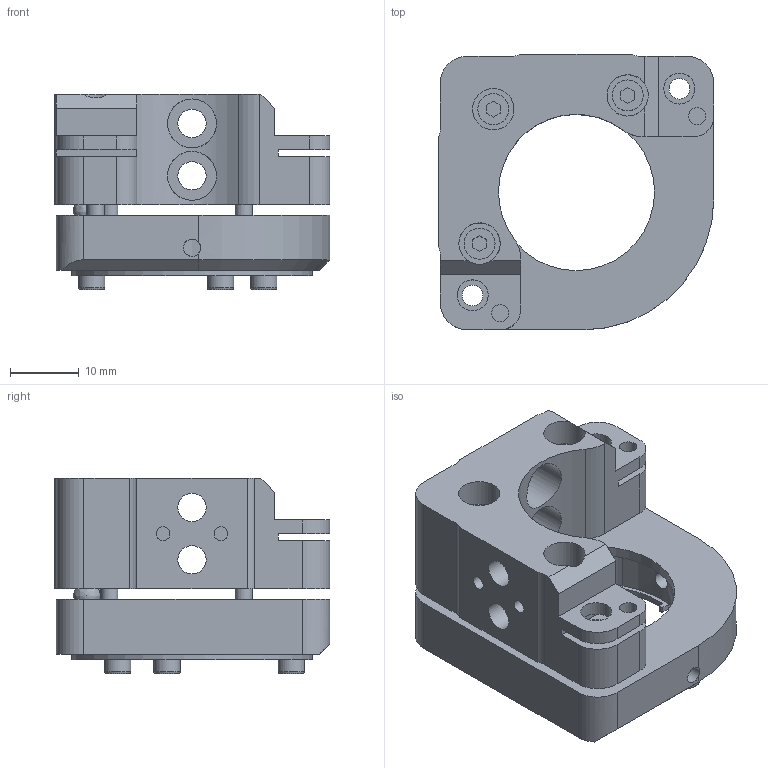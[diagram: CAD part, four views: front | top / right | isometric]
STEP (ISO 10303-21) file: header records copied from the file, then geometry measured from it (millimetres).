
FILE_DESCRIPTION (( 'STEP AP203' ), '1' );
FILE_NAME ('519901.STEP', '2022-05-20T07:26:47', ( '' ), ( '' ), 'SwSTEP 2.0', 'SolidWorks 2020', '' );
FILE_SCHEMA (( 'CONFIG_CONTROL_DESIGN' ));
Length unit declared in the file: millimetre
Products named in the file (1): 519901
Bounding box: 40 x 40 x 28.3 mm (x, y, z)
Volume: 15583.6 mm3; surface area: 11956.7 mm2
Topology: 10 solids, 10 shells, 272 faces, 665 edges, 435 vertices
Faces by surface type: plane 139, cylinder 120, cone 9, torus 3, bspline 1
Full cylindrical faces by diameter (mm): 2 x16, 2.5 x9, 3 x2, 3.5 x3, 3.8 x3, 4.1 x4, 4.5 x7, 5 x2, 6 x3, 7.1 x4, 22.8 x1, 35 x1
Entity records: 8090 total; most frequent: CARTESIAN_POINT 1659, DIRECTION 1376, ORIENTED_EDGE 1166, EDGE_CURVE 583, AXIS2_PLACEMENT_3D 533, VERTEX_POINT 420, EDGE_LOOP 411, FACE_OUTER_BOUND 329
